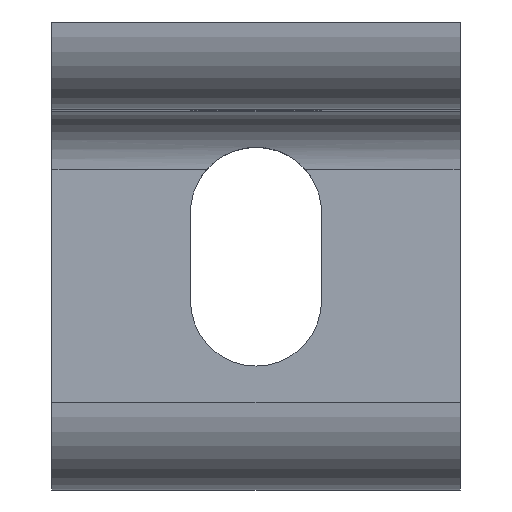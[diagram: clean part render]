
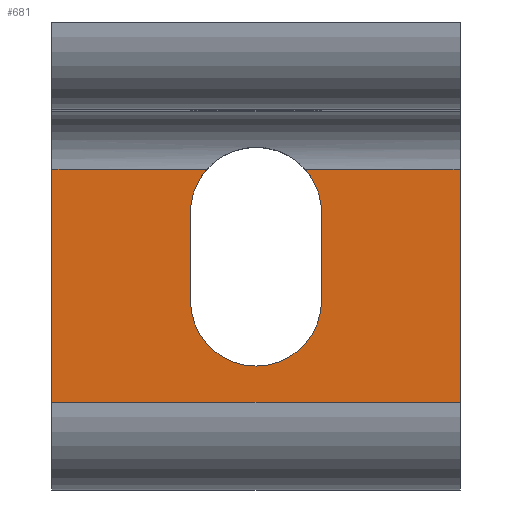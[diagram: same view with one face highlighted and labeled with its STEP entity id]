
A CAD part, top view. The second image highlights one B-rep face of the part: STEP entity #681.
In plain terms, the highlighted planar face has unit normal (0, 0, 1).
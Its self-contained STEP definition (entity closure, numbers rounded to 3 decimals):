
#262=CARTESIAN_POINT('',(-0.141,-0.406,0.188));
#263=VERTEX_POINT('',#262);
#264=CARTESIAN_POINT('',(-0.105,-0.313,0.188));
#265=VERTEX_POINT('',#264);
#266=CARTESIAN_POINT('',(0.,-0.406,0.188));
#267=DIRECTION('',(0.0,0.0,-1.0));
#268=DIRECTION('',(0.0,1.0,0.0));
#269=AXIS2_PLACEMENT_3D('',#266,#267,#268);
#270=CIRCLE('',#269,0.141);
#271=EDGE_CURVE('',#263,#265,#270,.T.);
#360=CARTESIAN_POINT('',(0.105,-0.313,0.188));
#361=VERTEX_POINT('',#360);
#379=CARTESIAN_POINT('',(0.141,-0.406,0.188));
#380=VERTEX_POINT('',#379);
#387=CARTESIAN_POINT('',(0.,-0.406,0.188));
#388=DIRECTION('',(0.0,0.0,-1.0));
#389=DIRECTION('',(0.0,1.0,0.0));
#390=AXIS2_PLACEMENT_3D('',#387,#388,#389);
#391=CIRCLE('',#390,0.141);
#392=EDGE_CURVE('',#361,#380,#391,.T.);
#402=CARTESIAN_POINT('',(0.141,-0.594,0.188));
#403=VERTEX_POINT('',#402);
#404=CARTESIAN_POINT('',(0.141,-0.406,0.188));
#405=DIRECTION('',(0.0,-1.0,0.0));
#406=VECTOR('',#405,0.188);
#407=LINE('',#404,#406);
#408=EDGE_CURVE('',#380,#403,#407,.T.);
#433=CARTESIAN_POINT('',(-0.141,-0.594,0.188));
#434=VERTEX_POINT('',#433);
#435=CARTESIAN_POINT('',(0.,-0.594,0.188));
#436=DIRECTION('',(0.0,0.0,-1.0));
#437=DIRECTION('',(0.0,1.0,0.0));
#438=AXIS2_PLACEMENT_3D('',#435,#436,#437);
#439=CIRCLE('',#438,0.141);
#440=EDGE_CURVE('',#403,#434,#439,.T.);
#466=CARTESIAN_POINT('',(-0.141,-0.594,0.188));
#467=DIRECTION('',(0.0,1.0,0.0));
#468=VECTOR('',#467,0.188);
#469=LINE('',#466,#468);
#470=EDGE_CURVE('',#434,#263,#469,.T.);
#491=CARTESIAN_POINT('',(0.438,-0.313,0.188));
#492=VERTEX_POINT('',#491);
#493=CARTESIAN_POINT('',(0.105,-0.313,0.188));
#494=DIRECTION('',(1.0,0.0,0.0));
#495=VECTOR('',#494,0.332);
#496=LINE('',#493,#495);
#497=EDGE_CURVE('',#361,#492,#496,.T.);
#516=CARTESIAN_POINT('',(-0.438,-0.313,0.188));
#517=VERTEX_POINT('',#516);
#525=CARTESIAN_POINT('',(-0.438,-0.313,0.188));
#526=DIRECTION('',(1.0,0.0,0.0));
#527=VECTOR('',#526,0.332);
#528=LINE('',#525,#527);
#529=EDGE_CURVE('',#517,#265,#528,.T.);
#626=CARTESIAN_POINT('',(0.438,-0.812,0.188));
#627=VERTEX_POINT('',#626);
#635=CARTESIAN_POINT('',(-0.438,-0.812,0.188));
#636=VERTEX_POINT('',#635);
#637=CARTESIAN_POINT('',(-0.438,-0.812,0.188));
#638=DIRECTION('',(1.0,0.0,0.0));
#639=VECTOR('',#638,0.875);
#640=LINE('',#637,#639);
#641=EDGE_CURVE('',#636,#627,#640,.T.);
#654=CARTESIAN_POINT('',(-0.438,-0.812,0.188));
#655=DIRECTION('',(0.0,0.0,1.0));
#656=DIRECTION('',(0.0,1.0,0.0));
#657=AXIS2_PLACEMENT_3D('',#654,#655,#656);
#658=PLANE('',#657);
#659=ORIENTED_EDGE('',*,*,#271,.T.);
#660=ORIENTED_EDGE('',*,*,#529,.F.);
#661=CARTESIAN_POINT('',(-0.438,-0.313,0.188));
#662=DIRECTION('',(0.0,-1.0,0.0));
#663=VECTOR('',#662,0.499);
#664=LINE('',#661,#663);
#665=EDGE_CURVE('',#517,#636,#664,.T.);
#666=ORIENTED_EDGE('',*,*,#665,.T.);
#667=ORIENTED_EDGE('',*,*,#641,.T.);
#668=CARTESIAN_POINT('',(0.438,-0.812,0.188));
#669=DIRECTION('',(0.0,1.0,0.0));
#670=VECTOR('',#669,0.499);
#671=LINE('',#668,#670);
#672=EDGE_CURVE('',#627,#492,#671,.T.);
#673=ORIENTED_EDGE('',*,*,#672,.T.);
#674=ORIENTED_EDGE('',*,*,#497,.F.);
#675=ORIENTED_EDGE('',*,*,#392,.T.);
#676=ORIENTED_EDGE('',*,*,#408,.T.);
#677=ORIENTED_EDGE('',*,*,#440,.T.);
#678=ORIENTED_EDGE('',*,*,#470,.T.);
#679=EDGE_LOOP('',(#659,#660,#666,#667,#673,#674,#675,#676,#677,#678));
#680=FACE_OUTER_BOUND('',#679,.T.);
#681=ADVANCED_FACE('',(#680),#658,.T.);
